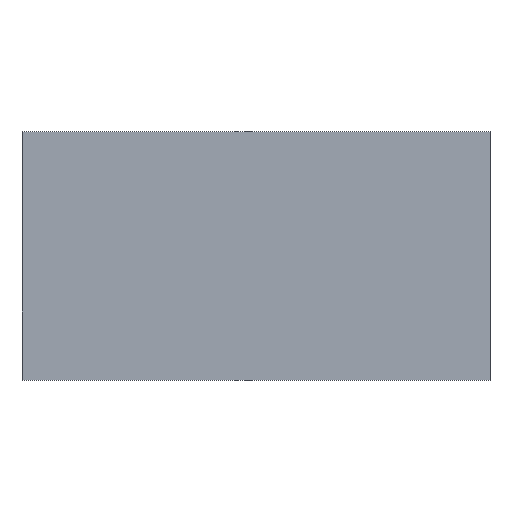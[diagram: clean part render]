
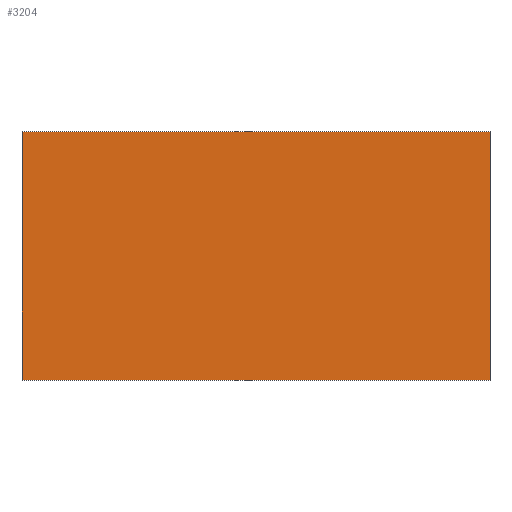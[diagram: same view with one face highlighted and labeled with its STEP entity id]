
A CAD part, top view. The second image highlights one B-rep face of the part: STEP entity #3204.
In plain terms, the highlighted face is planar.
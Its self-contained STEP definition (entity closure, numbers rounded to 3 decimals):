
#223=LINE('',#4287,#359);
#225=LINE('',#4291,#361);
#226=LINE('',#4293,#362);
#227=LINE('',#4295,#363);
#359=VECTOR('',#3571,1000.);
#361=VECTOR('',#3575,1000.);
#362=VECTOR('',#3576,1000.);
#363=VECTOR('',#3577,1000.);
#522=ORIENTED_EDGE('',*,*,#1049,.F.);
#523=ORIENTED_EDGE('',*,*,#1047,.F.);
#524=ORIENTED_EDGE('',*,*,#1050,.F.);
#525=ORIENTED_EDGE('',*,*,#1051,.F.);
#1047=EDGE_CURVE('',#1310,#1311,#223,.T.);
#1049=EDGE_CURVE('',#1311,#1312,#225,.T.);
#1050=EDGE_CURVE('',#1313,#1310,#226,.T.);
#1051=EDGE_CURVE('',#1312,#1313,#227,.T.);
#1310=VERTEX_POINT('',#4286);
#1311=VERTEX_POINT('',#4288);
#1312=VERTEX_POINT('',#4292);
#1313=VERTEX_POINT('',#4294);
#1557=EDGE_LOOP('',(#522,#523,#524,#525));
#1833=FACE_BOUND('',#1557,.T.);
#2084=PLANE('',#3364);
#3204=ADVANCED_FACE('',(#1833),#2084,.F.);
#3364=AXIS2_PLACEMENT_3D('',#4290,#3573,#3574);
#3571=DIRECTION('',(-1.,0.,0.));
#3573=DIRECTION('',(0.,0.,1.));
#3574=DIRECTION('',(1.,0.,0.));
#3575=DIRECTION('',(0.,-1.,0.));
#3576=DIRECTION('',(0.,1.,0.));
#3577=DIRECTION('',(1.,0.,0.));
#4286=CARTESIAN_POINT('',(0.8,0.425,-0.55));
#4287=CARTESIAN_POINT('',(0.8,0.425,-0.55));
#4288=CARTESIAN_POINT('',(-0.8,0.425,-0.55));
#4290=CARTESIAN_POINT('',(-0.8,-0.425,-0.55));
#4291=CARTESIAN_POINT('',(-0.8,0.425,-0.55));
#4292=CARTESIAN_POINT('',(-0.8,-0.425,-0.55));
#4293=CARTESIAN_POINT('',(0.8,-0.425,-0.55));
#4294=CARTESIAN_POINT('',(0.8,-0.425,-0.55));
#4295=CARTESIAN_POINT('',(-0.8,-0.425,-0.55));
